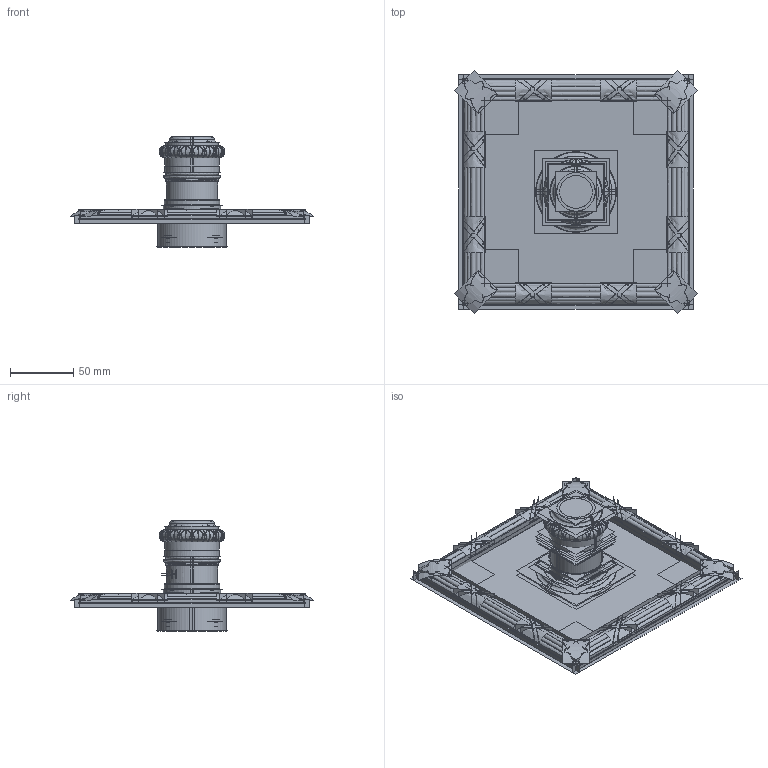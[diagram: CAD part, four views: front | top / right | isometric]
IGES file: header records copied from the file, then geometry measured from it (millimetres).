
Start section:  PTC IGES file: TMO03-XX-XXXX-XX.igs
Global section: file name: TMO03-XX-XXXX-XX.igs; native system: Creo Elements/Pro by Parametric Technology Corporation; preprocessor: 2015070; author: leo; organization: Unknown; date: 20200514.094330; units: inch
Bounding box: 191.46 x 191.46 x 86.88 mm (x, y, z)
Volume: 877333.2 mm3; surface area: 2170990.2 mm2
Topology: 9 solids, 9 shells, 2384 faces, 16301 edges, 23589 vertices
Faces by surface type: extrusion 982, bspline 734, revolution 668
